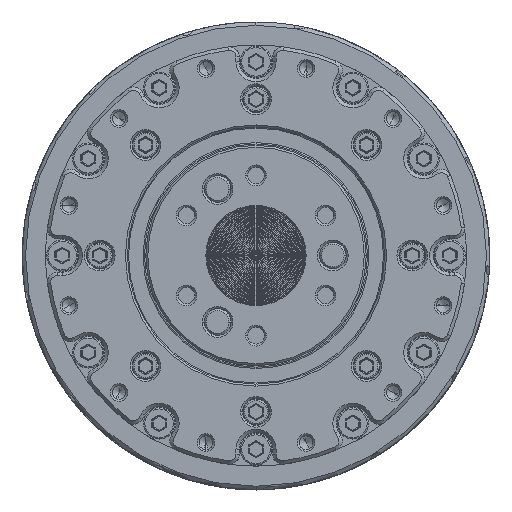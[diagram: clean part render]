
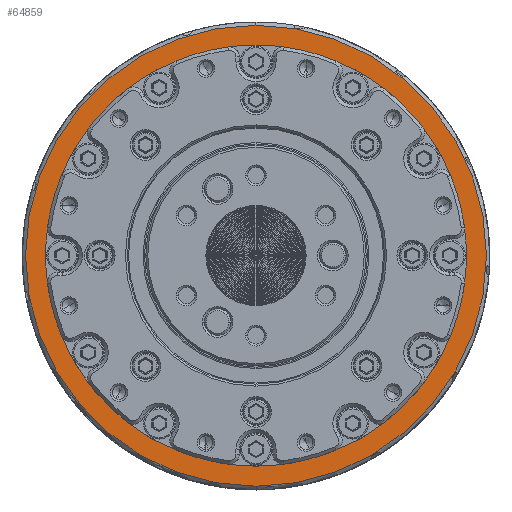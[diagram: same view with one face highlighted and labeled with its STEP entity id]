
A CAD part, top view. The second image highlights one B-rep face of the part: STEP entity #64859.
In plain terms, the highlighted planar face has unit normal (0, 0, 1).
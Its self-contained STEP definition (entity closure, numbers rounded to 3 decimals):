
#18032=CARTESIAN_POINT('',(0.,0.,39.7));
#18033=DIRECTION('',(0.,0.,-1.));
#18034=DIRECTION('',(0.,-1.,0.));
#18035=AXIS2_PLACEMENT_3D('',#18032,#18033,#18034);
#18037=CARTESIAN_POINT('',(0.,0.,39.7));
#18038=DIRECTION('',(0.,0.,-1.));
#18039=DIRECTION('',(0.,1.,0.));
#18040=AXIS2_PLACEMENT_3D('',#18037,#18038,#18039);
#18042=CARTESIAN_POINT('',(0.,0.,39.7));
#18043=DIRECTION('',(0.,0.,1.));
#18044=DIRECTION('',(0.,-1.,0.));
#18045=AXIS2_PLACEMENT_3D('',#18042,#18043,#18044);
#18047=CARTESIAN_POINT('',(0.,0.,39.7));
#18048=DIRECTION('',(0.,0.,1.));
#18049=DIRECTION('',(0.,1.,0.));
#18050=AXIS2_PLACEMENT_3D('',#18047,#18048,#18049);
#48407=CARTESIAN_POINT('',(0.,-34.5,39.7));
#48408=VERTEX_POINT('',#48407);
#48409=CARTESIAN_POINT('',(0.,34.5,39.7));
#48410=VERTEX_POINT('',#48409);
#48565=CARTESIAN_POINT('',(0.,-31.5,39.7));
#48566=CARTESIAN_POINT('',(0.,31.5,39.7));
#48567=VERTEX_POINT('',#48565);
#48568=VERTEX_POINT('',#48566);
#64844=CARTESIAN_POINT('',(0.,0.,39.7));
#64845=DIRECTION('',(0.,0.,1.));
#64846=DIRECTION('',(0.,1.,0.));
#64847=AXIS2_PLACEMENT_3D('',#64844,#64845,#64846);
#64848=PLANE('',#64847);
#64849=ORIENTED_EDGE('',*,*,#64811,.T.);
#64850=ORIENTED_EDGE('',*,*,#56418,.T.);
#64851=EDGE_LOOP('',(#64849,#64850));
#64852=FACE_OUTER_BOUND('',#64851,.F.);
#64854=ORIENTED_EDGE('',*,*,#64853,.T.);
#64856=ORIENTED_EDGE('',*,*,#64855,.T.);
#64857=EDGE_LOOP('',(#64854,#64856));
#64858=FACE_BOUND('',#64857,.F.);
#64859=ADVANCED_FACE('',(#64852,#64858),#64848,.T.);
#18036=CIRCLE('',#18035,34.5);
#18041=CIRCLE('',#18040,34.5);
#18046=CIRCLE('',#18045,31.5);
#18051=CIRCLE('',#18050,31.5);
#56418=EDGE_CURVE('',#48410,#48408,#18041,.T.);
#64811=EDGE_CURVE('',#48408,#48410,#18036,.T.);
#64853=EDGE_CURVE('',#48567,#48568,#18046,.T.);
#64855=EDGE_CURVE('',#48568,#48567,#18051,.T.);
